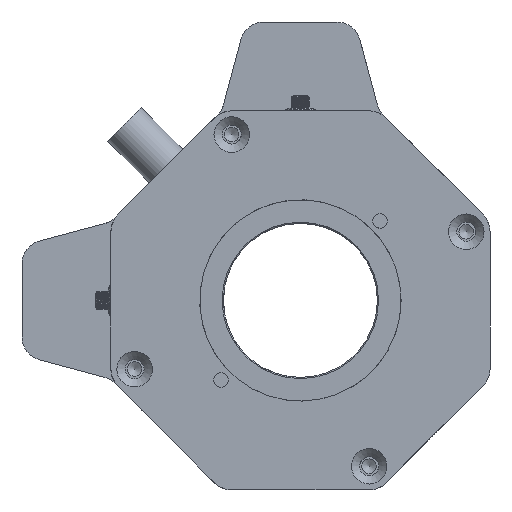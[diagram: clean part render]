
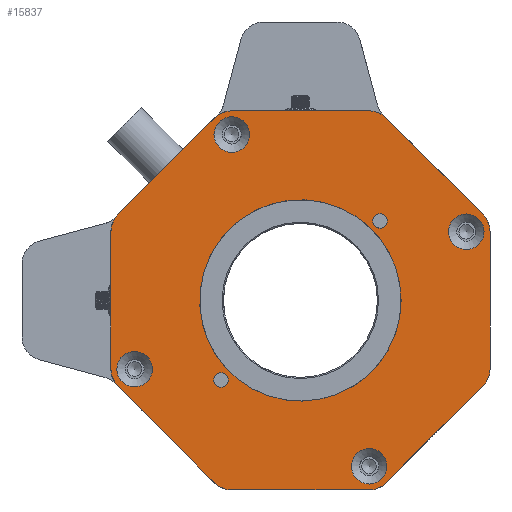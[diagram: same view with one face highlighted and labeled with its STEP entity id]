
A CAD part, front view. The second image highlights one B-rep face of the part: STEP entity #15837.
In plain terms, the highlighted planar face has unit normal (0, -1, 0).
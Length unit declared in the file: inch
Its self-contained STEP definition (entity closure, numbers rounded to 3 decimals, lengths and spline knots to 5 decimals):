
#15025=CARTESIAN_POINT('',(0.66929,-0.72835,0.));
#15026=VERTEX_POINT('',#15025);
#15027=CARTESIAN_POINT('',(0.0,-0.72835,0.0));
#15028=DIRECTION('',(0.0,1.0,0.0));
#15029=DIRECTION('',(-1.0,0.0,0.0));
#15030=AXIS2_PLACEMENT_3D('',#15027,#15028,#15029);
#15031=CIRCLE('',#15030,0.66929);
#15032=EDGE_CURVE('',#15026,#15026,#15031,.T.);
#15082=CARTESIAN_POINT('',(-0.56797,-0.72835,1.21372));
#15083=VERTEX_POINT('',#15082);
#15090=CARTESIAN_POINT('',(-0.45661,-0.72835,1.25984));
#15091=VERTEX_POINT('',#15090);
#15092=CARTESIAN_POINT('',(-0.45661,-0.72835,1.10236));
#15093=DIRECTION('',(0.0,1.0,0.0));
#15094=DIRECTION('',(-0.383,0.0,0.924));
#15095=AXIS2_PLACEMENT_3D('',#15092,#15093,#15094);
#15096=CIRCLE('',#15095,0.15748);
#15097=EDGE_CURVE('',#15083,#15091,#15096,.T.);
#15150=CARTESIAN_POINT('',(0.57734,-0.72835,0.52894));
#15151=VERTEX_POINT('',#15150);
#15152=CARTESIAN_POINT('',(0.52894,-0.72835,0.52894));
#15153=DIRECTION('',(0.0,1.0,0.0));
#15154=DIRECTION('',(1.0,0.0,0.0));
#15155=AXIS2_PLACEMENT_3D('',#15152,#15153,#15154);
#15156=CIRCLE('',#15155,0.04841);
#15157=EDGE_CURVE('',#15151,#15151,#15156,.T.);
#15532=CARTESIAN_POINT('',(-0.48053,-0.72835,-0.52894));
#15533=VERTEX_POINT('',#15532);
#15534=CARTESIAN_POINT('',(-0.52894,-0.72835,-0.52894));
#15535=DIRECTION('',(0.0,1.0,0.0));
#15536=DIRECTION('',(1.0,0.0,0.0));
#15537=AXIS2_PLACEMENT_3D('',#15534,#15535,#15536);
#15538=CIRCLE('',#15537,0.04841);
#15539=EDGE_CURVE('',#15533,#15533,#15538,.T.);
#15549=CARTESIAN_POINT('',(0.57472,-0.72835,-1.10236));
#15550=VERTEX_POINT('',#15549);
#15551=CARTESIAN_POINT('',(0.45661,-0.72835,-1.10236));
#15552=DIRECTION('',(0.0,1.0,0.0));
#15553=DIRECTION('',(1.0,0.0,0.0));
#15554=AXIS2_PLACEMENT_3D('',#15551,#15552,#15553);
#15555=CIRCLE('',#15554,0.11811);
#15556=EDGE_CURVE('',#15550,#15550,#15555,.T.);
#15569=CARTESIAN_POINT('',(-0.3385,-0.72835,1.10236));
#15570=VERTEX_POINT('',#15569);
#15571=CARTESIAN_POINT('',(-0.45661,-0.72835,1.10236));
#15572=DIRECTION('',(0.0,1.0,0.0));
#15573=DIRECTION('',(1.0,0.0,0.0));
#15574=AXIS2_PLACEMENT_3D('',#15571,#15572,#15573);
#15575=CIRCLE('',#15574,0.11811);
#15576=EDGE_CURVE('',#15570,#15570,#15575,.T.);
#15589=CARTESIAN_POINT('',(1.22047,-0.72835,0.45661));
#15590=VERTEX_POINT('',#15589);
#15591=CARTESIAN_POINT('',(1.10236,-0.72835,0.45661));
#15592=DIRECTION('',(0.0,1.0,0.0));
#15593=DIRECTION('',(1.0,0.0,0.0));
#15594=AXIS2_PLACEMENT_3D('',#15591,#15592,#15593);
#15595=CIRCLE('',#15594,0.11811);
#15596=EDGE_CURVE('',#15590,#15590,#15595,.T.);
#15609=CARTESIAN_POINT('',(-0.98425,-0.72835,-0.45661));
#15610=VERTEX_POINT('',#15609);
#15611=CARTESIAN_POINT('',(-1.10236,-0.72835,-0.45661));
#15612=DIRECTION('',(0.0,1.0,0.0));
#15613=DIRECTION('',(1.0,0.0,0.0));
#15614=AXIS2_PLACEMENT_3D('',#15611,#15612,#15613);
#15615=CIRCLE('',#15614,0.11811);
#15616=EDGE_CURVE('',#15610,#15610,#15615,.T.);
#15650=CARTESIAN_POINT('',(0.45661,-0.72835,1.25984));
#15651=VERTEX_POINT('',#15650);
#15658=CARTESIAN_POINT('',(0.56797,-0.72835,1.21372));
#15659=VERTEX_POINT('',#15658);
#15660=CARTESIAN_POINT('',(0.45661,-0.72835,1.10236));
#15661=DIRECTION('',(0.0,1.0,0.0));
#15662=DIRECTION('',(0.383,0.0,0.924));
#15663=AXIS2_PLACEMENT_3D('',#15660,#15661,#15662);
#15664=CIRCLE('',#15663,0.15748);
#15665=EDGE_CURVE('',#15651,#15659,#15664,.T.);
#15682=CARTESIAN_POINT('',(1.21372,-0.72835,0.56797));
#15683=VERTEX_POINT('',#15682);
#15684=CARTESIAN_POINT('',(0.56797,-0.72835,1.21372));
#15685=DIRECTION('',(0.707,0.0,-0.707));
#15686=VECTOR('',#15685,0.91323);
#15687=LINE('',#15684,#15686);
#15688=EDGE_CURVE('',#15659,#15683,#15687,.T.);
#15700=CARTESIAN_POINT('',(1.08268,-0.72835,0.0));
#15701=DIRECTION('',(0.0,-1.0,0.0));
#15702=DIRECTION('',(0.0,0.0,-1.0));
#15703=AXIS2_PLACEMENT_3D('',#15700,#15701,#15702);
#15704=PLANE('',#15703);
#15705=ORIENTED_EDGE('',*,*,#15665,.F.);
#15706=CARTESIAN_POINT('',(-0.45661,-0.72835,1.25984));
#15707=DIRECTION('',(1.0,0.0,0.0));
#15708=VECTOR('',#15707,0.91323);
#15709=LINE('',#15706,#15708);
#15710=EDGE_CURVE('',#15091,#15651,#15709,.T.);
#15711=ORIENTED_EDGE('',*,*,#15710,.F.);
#15712=ORIENTED_EDGE('',*,*,#15097,.F.);
#15713=CARTESIAN_POINT('',(-1.21372,-0.72835,0.56797));
#15714=VERTEX_POINT('',#15713);
#15715=CARTESIAN_POINT('',(-1.21372,-0.72835,0.56797));
#15716=DIRECTION('',(0.707,0.0,0.707));
#15717=VECTOR('',#15716,0.91323);
#15718=LINE('',#15715,#15717);
#15719=EDGE_CURVE('',#15714,#15083,#15718,.T.);
#15720=ORIENTED_EDGE('',*,*,#15719,.F.);
#15721=CARTESIAN_POINT('',(-1.25984,-0.72835,0.45661));
#15722=VERTEX_POINT('',#15721);
#15723=CARTESIAN_POINT('',(-1.10236,-0.72835,0.45661));
#15724=DIRECTION('',(0.0,1.0,0.0));
#15725=DIRECTION('',(-0.924,0.0,0.383));
#15726=AXIS2_PLACEMENT_3D('',#15723,#15724,#15725);
#15727=CIRCLE('',#15726,0.15748);
#15728=EDGE_CURVE('',#15722,#15714,#15727,.T.);
#15729=ORIENTED_EDGE('',*,*,#15728,.F.);
#15730=CARTESIAN_POINT('',(-1.25984,-0.72835,-0.45661));
#15731=VERTEX_POINT('',#15730);
#15732=CARTESIAN_POINT('',(-1.25984,-0.72835,-0.45661));
#15733=DIRECTION('',(0.0,0.0,1.0));
#15734=VECTOR('',#15733,0.91323);
#15735=LINE('',#15732,#15734);
#15736=EDGE_CURVE('',#15731,#15722,#15735,.T.);
#15737=ORIENTED_EDGE('',*,*,#15736,.F.);
#15738=CARTESIAN_POINT('',(-1.21372,-0.72835,-0.56797));
#15739=VERTEX_POINT('',#15738);
#15740=CARTESIAN_POINT('',(-1.10236,-0.72835,-0.45661));
#15741=DIRECTION('',(0.0,1.0,0.0));
#15742=DIRECTION('',(-0.924,0.0,-0.383));
#15743=AXIS2_PLACEMENT_3D('',#15740,#15741,#15742);
#15744=CIRCLE('',#15743,0.15748);
#15745=EDGE_CURVE('',#15739,#15731,#15744,.T.);
#15746=ORIENTED_EDGE('',*,*,#15745,.F.);
#15747=CARTESIAN_POINT('',(-0.56797,-0.72835,-1.21372));
#15748=VERTEX_POINT('',#15747);
#15749=CARTESIAN_POINT('',(-0.56797,-0.72835,-1.21372));
#15750=DIRECTION('',(-0.707,0.0,0.707));
#15751=VECTOR('',#15750,0.91323);
#15752=LINE('',#15749,#15751);
#15753=EDGE_CURVE('',#15748,#15739,#15752,.T.);
#15754=ORIENTED_EDGE('',*,*,#15753,.F.);
#15755=CARTESIAN_POINT('',(-0.45661,-0.72835,-1.25984));
#15756=VERTEX_POINT('',#15755);
#15757=CARTESIAN_POINT('',(-0.45661,-0.72835,-1.10236));
#15758=DIRECTION('',(0.0,1.0,0.0));
#15759=DIRECTION('',(-0.383,0.0,-0.924));
#15760=AXIS2_PLACEMENT_3D('',#15757,#15758,#15759);
#15761=CIRCLE('',#15760,0.15748);
#15762=EDGE_CURVE('',#15756,#15748,#15761,.T.);
#15763=ORIENTED_EDGE('',*,*,#15762,.F.);
#15764=CARTESIAN_POINT('',(0.45661,-0.72835,-1.25984));
#15765=VERTEX_POINT('',#15764);
#15766=CARTESIAN_POINT('',(0.45661,-0.72835,-1.25984));
#15767=DIRECTION('',(-1.0,0.0,0.0));
#15768=VECTOR('',#15767,0.91323);
#15769=LINE('',#15766,#15768);
#15770=EDGE_CURVE('',#15765,#15756,#15769,.T.);
#15771=ORIENTED_EDGE('',*,*,#15770,.F.);
#15772=CARTESIAN_POINT('',(0.56797,-0.72835,-1.21372));
#15773=VERTEX_POINT('',#15772);
#15774=CARTESIAN_POINT('',(0.45661,-0.72835,-1.10236));
#15775=DIRECTION('',(0.0,1.0,0.0));
#15776=DIRECTION('',(0.383,0.0,-0.924));
#15777=AXIS2_PLACEMENT_3D('',#15774,#15775,#15776);
#15778=CIRCLE('',#15777,0.15748);
#15779=EDGE_CURVE('',#15773,#15765,#15778,.T.);
#15780=ORIENTED_EDGE('',*,*,#15779,.F.);
#15781=CARTESIAN_POINT('',(1.21372,-0.72835,-0.56797));
#15782=VERTEX_POINT('',#15781);
#15783=CARTESIAN_POINT('',(1.21372,-0.72835,-0.56797));
#15784=DIRECTION('',(-0.707,0.0,-0.707));
#15785=VECTOR('',#15784,0.91323);
#15786=LINE('',#15783,#15785);
#15787=EDGE_CURVE('',#15782,#15773,#15786,.T.);
#15788=ORIENTED_EDGE('',*,*,#15787,.F.);
#15789=CARTESIAN_POINT('',(1.25984,-0.72835,-0.45661));
#15790=VERTEX_POINT('',#15789);
#15791=CARTESIAN_POINT('',(1.10236,-0.72835,-0.45661));
#15792=DIRECTION('',(0.0,1.0,0.0));
#15793=DIRECTION('',(0.924,0.0,-0.383));
#15794=AXIS2_PLACEMENT_3D('',#15791,#15792,#15793);
#15795=CIRCLE('',#15794,0.15748);
#15796=EDGE_CURVE('',#15790,#15782,#15795,.T.);
#15797=ORIENTED_EDGE('',*,*,#15796,.F.);
#15798=CARTESIAN_POINT('',(1.25984,-0.72835,0.45661));
#15799=VERTEX_POINT('',#15798);
#15800=CARTESIAN_POINT('',(1.25984,-0.72835,0.45661));
#15801=DIRECTION('',(0.0,0.0,-1.0));
#15802=VECTOR('',#15801,0.91323);
#15803=LINE('',#15800,#15802);
#15804=EDGE_CURVE('',#15799,#15790,#15803,.T.);
#15805=ORIENTED_EDGE('',*,*,#15804,.F.);
#15806=CARTESIAN_POINT('',(1.10236,-0.72835,0.45661));
#15807=DIRECTION('',(0.0,1.0,0.0));
#15808=DIRECTION('',(0.924,0.0,0.383));
#15809=AXIS2_PLACEMENT_3D('',#15806,#15807,#15808);
#15810=CIRCLE('',#15809,0.15748);
#15811=EDGE_CURVE('',#15683,#15799,#15810,.T.);
#15812=ORIENTED_EDGE('',*,*,#15811,.F.);
#15813=ORIENTED_EDGE('',*,*,#15688,.F.);
#15814=EDGE_LOOP('',(#15705,#15711,#15712,#15720,#15729,#15737,#15746,#15754,#15763,#15771,#15780,#15788,#15797,#15805,#15812,#15813));
#15815=FACE_OUTER_BOUND('',#15814,.T.);
#15816=ORIENTED_EDGE('',*,*,#15157,.T.);
#15817=EDGE_LOOP('',(#15816));
#15818=FACE_BOUND('',#15817,.T.);
#15819=ORIENTED_EDGE('',*,*,#15539,.T.);
#15820=EDGE_LOOP('',(#15819));
#15821=FACE_BOUND('',#15820,.T.);
#15822=ORIENTED_EDGE('',*,*,#15556,.T.);
#15823=EDGE_LOOP('',(#15822));
#15824=FACE_BOUND('',#15823,.T.);
#15825=ORIENTED_EDGE('',*,*,#15576,.T.);
#15826=EDGE_LOOP('',(#15825));
#15827=FACE_BOUND('',#15826,.T.);
#15828=ORIENTED_EDGE('',*,*,#15596,.T.);
#15829=EDGE_LOOP('',(#15828));
#15830=FACE_BOUND('',#15829,.T.);
#15831=ORIENTED_EDGE('',*,*,#15616,.T.);
#15832=EDGE_LOOP('',(#15831));
#15833=FACE_BOUND('',#15832,.T.);
#15834=ORIENTED_EDGE('',*,*,#15032,.T.);
#15835=EDGE_LOOP('',(#15834));
#15836=FACE_BOUND('',#15835,.T.);
#15837=ADVANCED_FACE('',(#15815,#15818,#15821,#15824,#15827,#15830,#15833,#15836),#15704,.T.);
